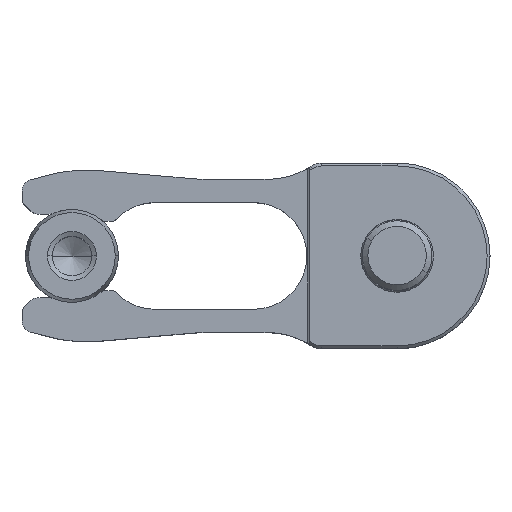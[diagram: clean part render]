
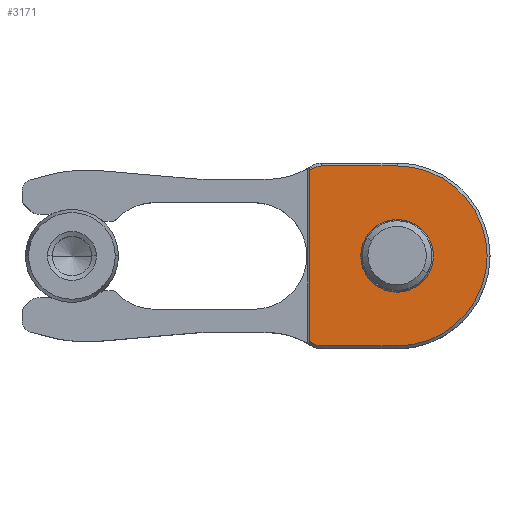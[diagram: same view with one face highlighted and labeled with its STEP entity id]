
A CAD part, top view. The second image highlights one B-rep face of the part: STEP entity #3171.
In plain terms, the highlighted planar face has unit normal (0, 0, 1).
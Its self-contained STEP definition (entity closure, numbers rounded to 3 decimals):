
#73 = VERTEX_POINT ( 'NONE', #2180 ) ;
#113 = AXIS2_PLACEMENT_3D ( 'NONE', #507, #1841, #1607 ) ;
#140 = ORIENTED_EDGE ( 'NONE', *, *, #2220, .T. ) ;
#160 = CARTESIAN_POINT ( 'NONE',  ( -15.05, 14.713, 7.85 ) ) ;
#197 = DIRECTION ( 'NONE',  ( 0., 1., 0. ) ) ;
#251 = DIRECTION ( 'NONE',  ( 1., 0., 0. ) ) ;
#318 = DIRECTION ( 'NONE',  ( 1., 0., 0. ) ) ;
#382 = EDGE_CURVE ( 'NONE', #1556, #73, #2568, .T. ) ;
#456 = EDGE_CURVE ( 'NONE', #73, #1556, #2285, .T. ) ;
#477 = CARTESIAN_POINT ( 'NONE',  ( 0., 0., 7.85 ) ) ;
#507 = CARTESIAN_POINT ( 'NONE',  ( -22.226, -26.5, 7.85 ) ) ;
#641 = CARTESIAN_POINT ( 'NONE',  ( 0., 0., 7.85 ) ) ;
#729 = AXIS2_PLACEMENT_3D ( 'NONE', #2976, #3502, #251 ) ;
#742 = AXIS2_PLACEMENT_3D ( 'NONE', #1062, #3231, #788 ) ;
#746 = FACE_OUTER_BOUND ( 'NONE', #2367, .T. ) ;
#757 = AXIS2_PLACEMENT_3D ( 'NONE', #641, #1722, #3059 ) ;
#788 = DIRECTION ( 'NONE',  ( 1., 0., 0. ) ) ;
#791 = CARTESIAN_POINT ( 'NONE',  ( -15.05, -14.713, 7.85 ) ) ;
#838 = VECTOR ( 'NONE', #197, 1000. ) ;
#884 = CARTESIAN_POINT ( 'NONE',  ( 0., 0., 7.85 ) ) ;
#926 = DIRECTION ( 'NONE',  ( -1., 0., 0. ) ) ;
#942 = CARTESIAN_POINT ( 'NONE',  ( -14.556, 15.028, 7.85 ) ) ;
#1011 = PLANE ( 'NONE',  #2434 ) ;
#1028 = CIRCLE ( 'NONE', #1987, 13.8 ) ;
#1062 = CARTESIAN_POINT ( 'NONE',  ( 0., 0., 7.85 ) ) ;
#1129 = DIRECTION ( 'NONE',  ( -1., 0., 0. ) ) ;
#1143 = DIRECTION ( 'NONE',  ( 0., 0., -1. ) ) ;
#1230 = ORIENTED_EDGE ( 'NONE', *, *, #2265, .T. ) ;
#1295 = DIRECTION ( 'NONE',  ( 0., 0., 1. ) ) ;
#1312 = VECTOR ( 'NONE', #1129, 1000. ) ;
#1314 = DIRECTION ( 'NONE',  ( 1., 0., 0. ) ) ;
#1336 = ORIENTED_EDGE ( 'NONE', *, *, #2246, .T. ) ;
#1390 = EDGE_CURVE ( 'NONE', #2480, #2306, #2329, .T. ) ;
#1440 = CARTESIAN_POINT ( 'NONE',  ( 0., -15.5, 7.85 ) ) ;
#1448 = EDGE_CURVE ( 'NONE', #2249, #2480, #2767, .T. ) ;
#1450 = EDGE_CURVE ( 'NONE', #2306, #3472, #2720, .T. ) ;
#1548 = AXIS2_PLACEMENT_3D ( 'NONE', #884, #1143, #926 ) ;
#1556 = VERTEX_POINT ( 'NONE', #3446 ) ;
#1559 = DIRECTION ( 'NONE',  ( 1., 0., 0. ) ) ;
#1567 = VERTEX_POINT ( 'NONE', #1738 ) ;
#1593 = CARTESIAN_POINT ( 'NONE',  ( -22.226, 26.5, 7.85 ) ) ;
#1607 = DIRECTION ( 'NONE',  ( 1., 0., 0. ) ) ;
#1688 = EDGE_CURVE ( 'NONE', #2241, #3016, #1814, .T. ) ;
#1722 = DIRECTION ( 'NONE',  ( 0., 0., -1. ) ) ;
#1738 = CARTESIAN_POINT ( 'NONE',  ( -14.556, -15.028, 7.85 ) ) ;
#1800 = ORIENTED_EDGE ( 'NONE', *, *, #1450, .T. ) ;
#1814 = LINE ( 'NONE', #3173, #838 ) ;
#1841 = DIRECTION ( 'NONE',  ( 0., 0., -1. ) ) ;
#1843 = FACE_BOUND ( 'NONE', #3322, .T. ) ;
#1949 = ORIENTED_EDGE ( 'NONE', *, *, #1688, .F. ) ;
#1974 = CARTESIAN_POINT ( 'NONE',  ( 0., -15.5, 7.85 ) ) ;
#1987 = AXIS2_PLACEMENT_3D ( 'NONE', #1593, #2979, #1314 ) ;
#2139 = CARTESIAN_POINT ( 'NONE',  ( -13., -15.5, 7.85 ) ) ;
#2180 = CARTESIAN_POINT ( 'NONE',  ( -6.25, 0., 7.85 ) ) ;
#2220 = EDGE_CURVE ( 'NONE', #2241, #1567, #2383, .T. ) ;
#2241 = VERTEX_POINT ( 'NONE', #791 ) ;
#2246 = EDGE_CURVE ( 'NONE', #3472, #3048, #2953, .T. ) ;
#2249 = VERTEX_POINT ( 'NONE', #2139 ) ;
#2265 = EDGE_CURVE ( 'NONE', #3048, #3016, #1028, .T. ) ;
#2285 = CIRCLE ( 'NONE', #757, 6.25 ) ;
#2306 = VERTEX_POINT ( 'NONE', #3202 ) ;
#2329 = CIRCLE ( 'NONE', #742, 15.5 ) ;
#2367 = EDGE_LOOP ( 'NONE', ( #1949, #140, #3527, #2683, #2511, #1800, #1336, #1230 ) ) ;
#2368 = CIRCLE ( 'NONE', #729, 2.8 ) ;
#2383 = CIRCLE ( 'NONE', #113, 13.8 ) ;
#2434 = AXIS2_PLACEMENT_3D ( 'NONE', #477, #1295, #1559 ) ;
#2480 = VERTEX_POINT ( 'NONE', #1440 ) ;
#2482 = CARTESIAN_POINT ( 'NONE',  ( -13., 15.5, 7.85 ) ) ;
#2511 = ORIENTED_EDGE ( 'NONE', *, *, #1390, .T. ) ;
#2550 = VECTOR ( 'NONE', #318, 1000. ) ;
#2568 = CIRCLE ( 'NONE', #1548, 6.25 ) ;
#2683 = ORIENTED_EDGE ( 'NONE', *, *, #1448, .T. ) ;
#2691 = CARTESIAN_POINT ( 'NONE',  ( -13., 12.7, 7.85 ) ) ;
#2720 = LINE ( 'NONE', #2482, #1312 ) ;
#2767 = LINE ( 'NONE', #1974, #2550 ) ;
#2781 = EDGE_CURVE ( 'NONE', #1567, #2249, #2368, .T. ) ;
#2894 = AXIS2_PLACEMENT_3D ( 'NONE', #2691, #3216, #2946 ) ;
#2946 = DIRECTION ( 'NONE',  ( 1., 0., 0. ) ) ;
#2953 = CIRCLE ( 'NONE', #2894, 2.8 ) ;
#2976 = CARTESIAN_POINT ( 'NONE',  ( -13., -12.7, 7.85 ) ) ;
#2979 = DIRECTION ( 'NONE',  ( 0., 0., -1. ) ) ;
#3016 = VERTEX_POINT ( 'NONE', #160 ) ;
#3048 = VERTEX_POINT ( 'NONE', #942 ) ;
#3059 = DIRECTION ( 'NONE',  ( -1., 0., 0. ) ) ;
#3105 = CARTESIAN_POINT ( 'NONE',  ( -13., 15.5, 7.85 ) ) ;
#3171 = ADVANCED_FACE ( 'NONE', ( #746, #1843 ), #1011, .T. ) ;
#3173 = CARTESIAN_POINT ( 'NONE',  ( -15.05, 0., 7.85 ) ) ;
#3202 = CARTESIAN_POINT ( 'NONE',  ( 0., 15.5, 7.85 ) ) ;
#3216 = DIRECTION ( 'NONE',  ( 0., 0., 1. ) ) ;
#3231 = DIRECTION ( 'NONE',  ( 0., 0., 1. ) ) ;
#3240 = ORIENTED_EDGE ( 'NONE', *, *, #456, .T. ) ;
#3322 = EDGE_LOOP ( 'NONE', ( #3240, #3359 ) ) ;
#3359 = ORIENTED_EDGE ( 'NONE', *, *, #382, .T. ) ;
#3446 = CARTESIAN_POINT ( 'NONE',  ( 6.25, 0., 7.85 ) ) ;
#3472 = VERTEX_POINT ( 'NONE', #3105 ) ;
#3502 = DIRECTION ( 'NONE',  ( 0., 0., 1. ) ) ;
#3527 = ORIENTED_EDGE ( 'NONE', *, *, #2781, .T. ) ;
